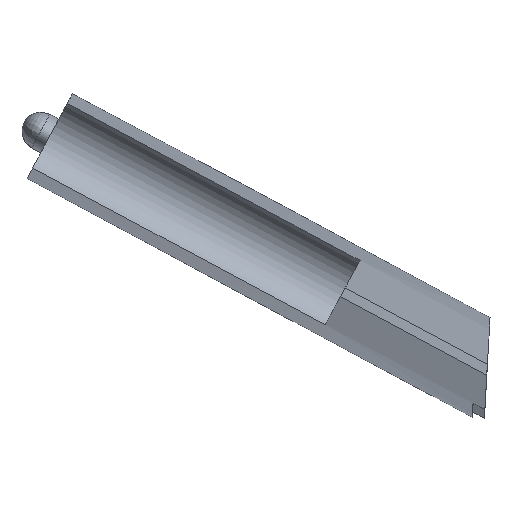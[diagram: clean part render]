
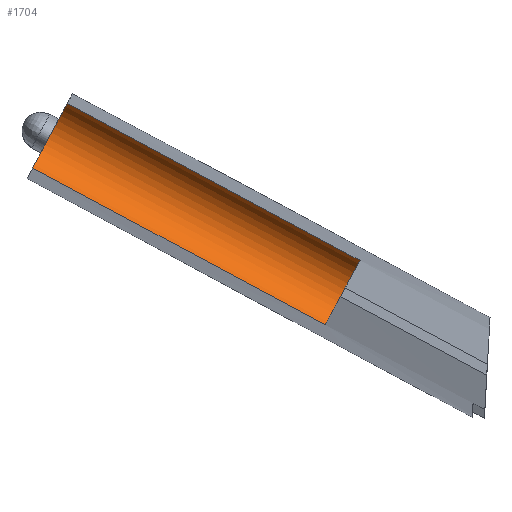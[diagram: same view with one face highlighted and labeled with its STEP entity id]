
A CAD part, top view. The second image highlights one B-rep face of the part: STEP entity #1704.
In plain terms, the highlighted cylindrical face has radius 17 mm (diameter 34 mm), a partial arc.
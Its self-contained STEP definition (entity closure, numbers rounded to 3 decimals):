
#50=CYLINDRICAL_SURFACE('',#1841,17.);
#63=CIRCLE('',#1842,17.);
#64=CIRCLE('',#1843,17.);
#156=FACE_OUTER_BOUND('',#265,.T.);
#265=EDGE_LOOP('',(#1287,#1288,#1289,#1290));
#608=B_SPLINE_CURVE_WITH_KNOTS('',3,(#5180,#5181,#5182,#5183),
 .UNSPECIFIED.,.F.,.F.,(4,4),(-32.407,-18.714),
 .UNSPECIFIED.);
#609=B_SPLINE_CURVE_WITH_KNOTS('',3,(#5186,#5187,#5188,#5189),
 .UNSPECIFIED.,.F.,.F.,(4,4),(-19.195,-5.501),
 .UNSPECIFIED.);
#746=VERTEX_POINT('',#5176);
#747=VERTEX_POINT('',#5177);
#748=VERTEX_POINT('',#5179);
#749=VERTEX_POINT('',#5184);
#948=EDGE_CURVE('',#746,#747,#63,.T.);
#949=EDGE_CURVE('',#748,#747,#608,.T.);
#950=EDGE_CURVE('',#748,#749,#64,.T.);
#951=EDGE_CURVE('',#746,#749,#609,.T.);
#1287=ORIENTED_EDGE('',*,*,#948,.T.);
#1288=ORIENTED_EDGE('',*,*,#949,.F.);
#1289=ORIENTED_EDGE('',*,*,#950,.T.);
#1290=ORIENTED_EDGE('',*,*,#951,.F.);
#1704=ADVANCED_FACE('',(#156),#50,.F.);
#1841=AXIS2_PLACEMENT_3D('',#5175,#2006,#2007);
#1842=AXIS2_PLACEMENT_3D('',#5178,#2008,#2009);
#1843=AXIS2_PLACEMENT_3D('',#5185,#2010,#2011);
#2006=DIRECTION('center_axis',(0.881,-0.472,0.));
#2007=DIRECTION('ref_axis',(-0.419,-0.782,-0.462));
#2008=DIRECTION('center_axis',(-0.881,0.472,0.));
#2009=DIRECTION('ref_axis',(-0.419,-0.782,-0.462));
#2010=DIRECTION('center_axis',(0.881,-0.472,0.));
#2011=DIRECTION('ref_axis',(-0.419,-0.782,-0.462));
#5175=CARTESIAN_POINT('Origin',(-451.39,-124.923,132.857));
#5176=CARTESIAN_POINT('',(-564.953,-46.945,125.));
#5177=CARTESIAN_POINT('',(-579.198,-73.518,125.));
#5178=CARTESIAN_POINT('Origin',(-572.075,-60.232,132.857));
#5179=CARTESIAN_POINT('',(-458.512,-138.209,125.));
#5180=CARTESIAN_POINT('Ctrl Pts',(-458.512,-138.209,125.));
#5181=CARTESIAN_POINT('Ctrl Pts',(-498.741,-116.646,125.));
#5182=CARTESIAN_POINT('Ctrl Pts',(-538.969,-95.082,125.));
#5183=CARTESIAN_POINT('Ctrl Pts',(-579.198,-73.518,125.));
#5184=CARTESIAN_POINT('',(-444.268,-111.636,125.));
#5185=CARTESIAN_POINT('Origin',(-451.39,-124.923,132.857));
#5186=CARTESIAN_POINT('Ctrl Pts',(-564.953,-46.945,125.));
#5187=CARTESIAN_POINT('Ctrl Pts',(-524.725,-68.508,125.));
#5188=CARTESIAN_POINT('Ctrl Pts',(-484.496,-90.072,125.));
#5189=CARTESIAN_POINT('Ctrl Pts',(-444.268,-111.636,125.));
